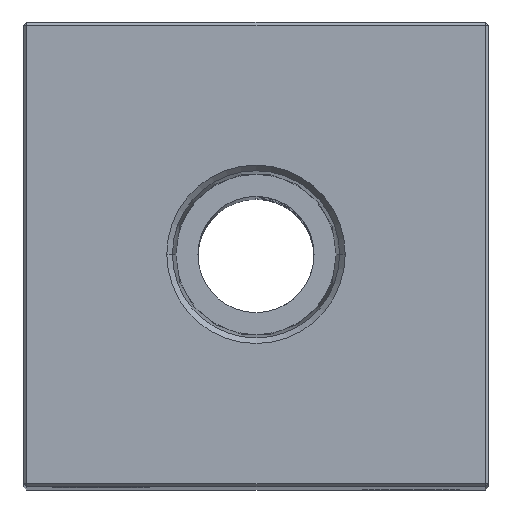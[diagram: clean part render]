
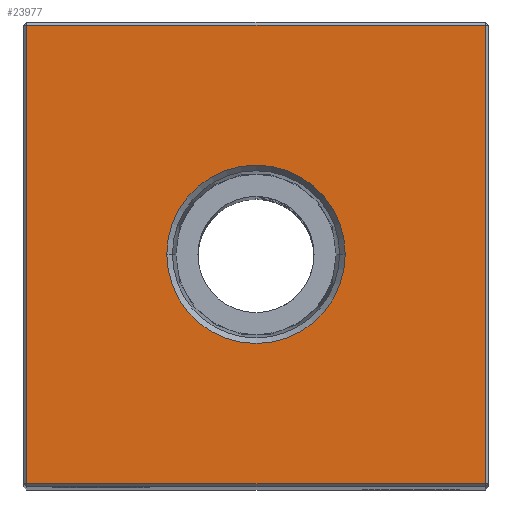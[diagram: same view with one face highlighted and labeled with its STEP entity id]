
A CAD part, top view. The second image highlights one B-rep face of the part: STEP entity #23977.
In plain terms, the highlighted planar face has unit normal (0, 0, 1).
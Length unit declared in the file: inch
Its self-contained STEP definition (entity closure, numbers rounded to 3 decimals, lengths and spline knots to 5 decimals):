
#1270 = CARTESIAN_POINT ( 'NONE',  ( 0.74, -0.74, 6.25 ) ) ;
#2219 = DIRECTION ( 'NONE',  ( 0., -1., 0. ) ) ;
#3967 = AXIS2_PLACEMENT_3D ( 'NONE', #19192, #28536, #7457 ) ;
#4486 = CIRCLE ( 'NONE', #21700, 0.288 ) ;
#5745 = ORIENTED_EDGE ( 'NONE', *, *, #19220, .T. ) ;
#5916 = CARTESIAN_POINT ( 'NONE',  ( -0.74, 0.74, 6.25 ) ) ;
#5954 = AXIS2_PLACEMENT_3D ( 'NONE', #29567, #8496, #17900 ) ;
#6586 = VERTEX_POINT ( 'NONE', #26956 ) ;
#7457 = DIRECTION ( 'NONE',  ( 1., 0., 0. ) ) ;
#7841 = DIRECTION ( 'NONE',  ( 1., 0., 0. ) ) ;
#7964 = LINE ( 'NONE', #17376, #13472 ) ;
#8186 = FACE_OUTER_BOUND ( 'NONE', #13568, .T. ) ;
#8208 = VERTEX_POINT ( 'NONE', #1270 ) ;
#8218 = ORIENTED_EDGE ( 'NONE', *, *, #17150, .F. ) ;
#8236 = DIRECTION ( 'NONE',  ( -1., 0., 0. ) ) ;
#8496 = DIRECTION ( 'NONE',  ( 0., 0., -1. ) ) ;
#8521 = VERTEX_POINT ( 'NONE', #27055 ) ;
#9132 = CARTESIAN_POINT ( 'NONE',  ( 0.74, 0.74, 6.25 ) ) ;
#10542 = ORIENTED_EDGE ( 'NONE', *, *, #20655, .F. ) ;
#11045 = CARTESIAN_POINT ( 'NONE',  ( 0., 0., 6.25 ) ) ;
#12847 = ORIENTED_EDGE ( 'NONE', *, *, #20162, .T. ) ;
#13472 = VECTOR ( 'NONE', #26728, 39.37008 ) ;
#13568 = EDGE_LOOP ( 'NONE', ( #29131, #17477, #5745, #12847 ) ) ;
#13955 = LINE ( 'NONE', #23343, #14256 ) ;
#14256 = VECTOR ( 'NONE', #2219, 39.37008 ) ;
#14687 = CARTESIAN_POINT ( 'NONE',  ( -0.288, 0., 6.25 ) ) ;
#15275 = EDGE_LOOP ( 'NONE', ( #10542, #8218 ) ) ;
#17150 = EDGE_CURVE ( 'NONE', #18328, #6586, #17266, .T. ) ;
#17266 = CIRCLE ( 'NONE', #3967, 0.288 ) ;
#17376 = CARTESIAN_POINT ( 'NONE',  ( 0.74, 0., 6.25 ) ) ;
#17477 = ORIENTED_EDGE ( 'NONE', *, *, #18952, .T. ) ;
#17590 = FACE_BOUND ( 'NONE', #15275, .T. ) ;
#17900 = DIRECTION ( 'NONE',  ( -1., 0., 0. ) ) ;
#18258 = EDGE_CURVE ( 'NONE', #24991, #8521, #13955, .T. ) ;
#18328 = VERTEX_POINT ( 'NONE', #14687 ) ;
#18952 = EDGE_CURVE ( 'NONE', #8521, #8208, #19571, .T. ) ;
#19192 = CARTESIAN_POINT ( 'NONE',  ( 0., 0., 6.25 ) ) ;
#19220 = EDGE_CURVE ( 'NONE', #8208, #29281, #7964, .T. ) ;
#19571 = LINE ( 'NONE', #28910, #29153 ) ;
#19969 = LINE ( 'NONE', #29313, #27547 ) ;
#20162 = EDGE_CURVE ( 'NONE', #29281, #24991, #19969, .T. ) ;
#20468 = DIRECTION ( 'NONE',  ( 0., 0., 1. ) ) ;
#20655 = EDGE_CURVE ( 'NONE', #6586, #18328, #4486, .T. ) ;
#21700 = AXIS2_PLACEMENT_3D ( 'NONE', #11045, #20468, #29817 ) ;
#23343 = CARTESIAN_POINT ( 'NONE',  ( -0.74, 0., 6.25 ) ) ;
#23977 = ADVANCED_FACE ( 'NONE', ( #8186, #17590 ), #26946, .F. ) ;
#24991 = VERTEX_POINT ( 'NONE', #5916 ) ;
#26728 = DIRECTION ( 'NONE',  ( 0., 1., 0. ) ) ;
#26946 = PLANE ( 'NONE',  #5954 ) ;
#26956 = CARTESIAN_POINT ( 'NONE',  ( 0.288, 0., 6.25 ) ) ;
#27055 = CARTESIAN_POINT ( 'NONE',  ( -0.74, -0.74, 6.25 ) ) ;
#27547 = VECTOR ( 'NONE', #8236, 39.37008 ) ;
#28536 = DIRECTION ( 'NONE',  ( 0., 0., 1. ) ) ;
#28910 = CARTESIAN_POINT ( 'NONE',  ( 0., -0.74, 6.25 ) ) ;
#29131 = ORIENTED_EDGE ( 'NONE', *, *, #18258, .T. ) ;
#29153 = VECTOR ( 'NONE', #7841, 39.37008 ) ;
#29281 = VERTEX_POINT ( 'NONE', #9132 ) ;
#29313 = CARTESIAN_POINT ( 'NONE',  ( 0., 0.74, 6.25 ) ) ;
#29567 = CARTESIAN_POINT ( 'NONE',  ( 0., 0., 6.25 ) ) ;
#29817 = DIRECTION ( 'NONE',  ( 1., 0., 0. ) ) ;
